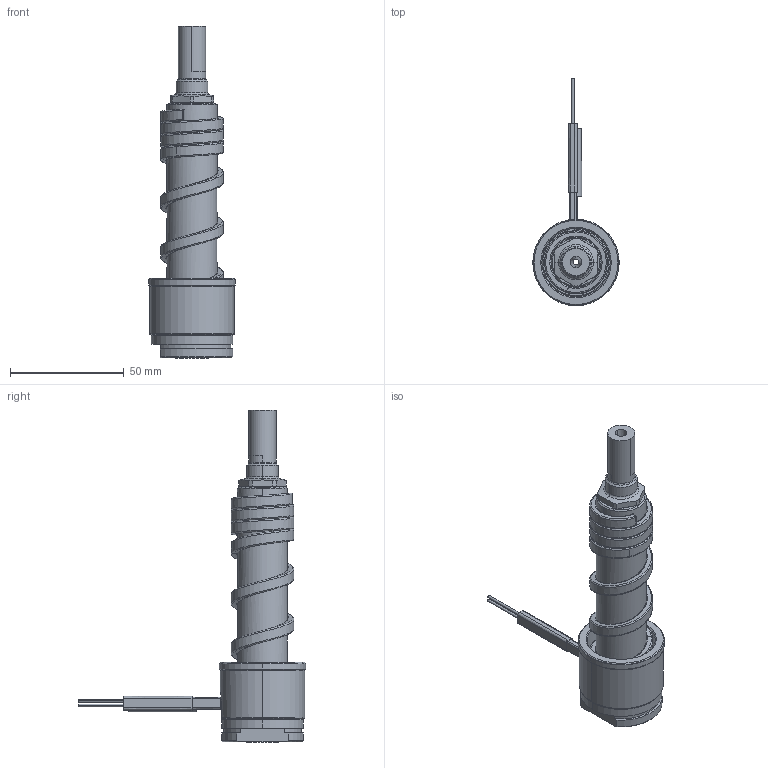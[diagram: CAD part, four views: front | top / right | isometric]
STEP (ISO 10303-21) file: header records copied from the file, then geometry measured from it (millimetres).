
FILE_DESCRIPTION((''),'2;1');
FILE_NAME('LS-126-AEM-H','2016-08-30T',('砐錪賧瘔蠈錪'),('IMID'),'PRO/ENGINEER BY PARAMETRIC TECHNOLOGY CORPORATION, 2015070','PRO/ENGINEER BY PARAMETRIC TECHNOLOGY CORPORATION, 2015070','');
FILE_SCHEMA(('CONFIG_CONTROL_DESIGN'));
Length unit declared in the file: millimetre
Products named in the file (1): LS-126-AEM-H
Bounding box: 38 x 100 x 146 mm (x, y, z)
Volume: 67411 mm3; surface area: 30672.7 mm2
Topology: 1 solids, 9 shells, 326 faces, 799 edges, 471 vertices
Faces by surface type: cylinder 106, cone 63, bspline 58, plane 48, torus 32, revolution 9, extrusion 8, sphere 2
Entity records: 17239 total; most frequent: CARTESIAN_POINT 9870, ORIENTED_EDGE 1558, DIRECTION 1467, EDGE_CURVE 791, AXIS2_PLACEMENT_3D 588, VERTEX_POINT 471, EDGE_LOOP 350, CIRCLE 336
